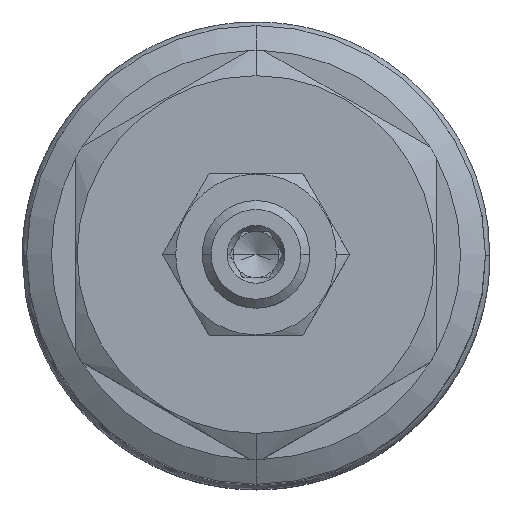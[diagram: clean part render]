
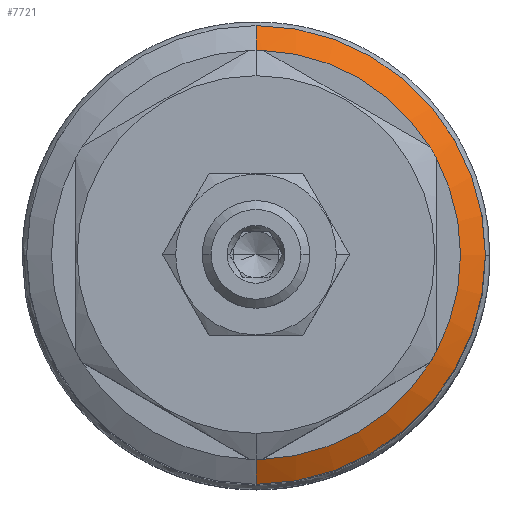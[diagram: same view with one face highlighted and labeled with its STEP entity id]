
A CAD part, top view. The second image highlights one B-rep face of the part: STEP entity #7721.
In plain terms, the highlighted conical face has half-angle 60 degrees and reference radius 19.101 mm.
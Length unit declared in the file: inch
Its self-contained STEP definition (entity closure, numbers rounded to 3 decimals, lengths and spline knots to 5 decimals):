
#441=CARTESIAN_POINT('',(0.,0.,5.25265));
#442=DIRECTION('',(0.,0.,1.));
#443=DIRECTION('',(0.85,-0.527,0.));
#444=AXIS2_PLACEMENT_3D('',#441,#442,#443);
#446=CARTESIAN_POINT('',(0.,0.,5.25265));
#447=DIRECTION('',(0.,0.,1.));
#448=DIRECTION('',(0.882,0.472,0.));
#449=AXIS2_PLACEMENT_3D('',#446,#447,#448);
#451=CARTESIAN_POINT('',(0.,0.,5.25265));
#452=DIRECTION('',(0.,0.,1.));
#453=DIRECTION('',(0.032,0.999,0.));
#454=AXIS2_PLACEMENT_3D('',#451,#452,#453);
#456=CARTESIAN_POINT('',(0.,0.,5.25265));
#457=DIRECTION('',(0.,0.,1.));
#458=DIRECTION('',(0.,-1.,0.));
#459=AXIS2_PLACEMENT_3D('',#456,#457,#458);
#461=CARTESIAN_POINT('',(0.,0.,5.25265));
#462=DIRECTION('',(0.,0.,1.));
#463=DIRECTION('',(0.032,-0.999,0.));
#464=AXIS2_PLACEMENT_3D('',#461,#462,#463);
#600=DIRECTION('',(0.,-0.866,-0.5));
#601=VECTOR('',#600,0.0993);
#602=CARTESIAN_POINT('',(0.,-0.709,5.25265));
#603=LINE('',#602,#601);
#604=DIRECTION('',(0.,0.866,-0.5));
#605=VECTOR('',#604,0.0993);
#606=CARTESIAN_POINT('',(0.,0.709,5.25265));
#607=LINE('',#606,#605);
#6179=CARTESIAN_POINT('',(0.,0.,5.203));
#6180=DIRECTION('',(0.,0.,1.));
#6181=DIRECTION('',(0.,-1.,0.));
#6182=AXIS2_PLACEMENT_3D('',#6179,#6180,#6181);
#6184=CARTESIAN_POINT('',(0.,0.,5.25265));
#6185=DIRECTION('',(0.,0.,1.));
#6186=DIRECTION('',(0.85,0.527,0.));
#6187=AXIS2_PLACEMENT_3D('',#6184,#6185,#6186);
#6193=CARTESIAN_POINT('',(0.,0.,5.25265));
#6194=DIRECTION('',(0.,0.,1.));
#6195=DIRECTION('',(0.882,-0.472,0.));
#6196=AXIS2_PLACEMENT_3D('',#6193,#6194,#6195);
#6784=CARTESIAN_POINT('',(0.,-0.709,5.25265));
#6785=CARTESIAN_POINT('',(0.,-0.795,5.203));
#6786=VERTEX_POINT('',#6784);
#6787=VERTEX_POINT('',#6785);
#6788=CARTESIAN_POINT('',(0.,0.709,5.25265));
#6789=CARTESIAN_POINT('',(0.,0.795,5.203));
#6790=VERTEX_POINT('',#6788);
#6791=VERTEX_POINT('',#6789);
#6800=CARTESIAN_POINT('',(0.02262,-0.70864,
5.25265));
#6801=CARTESIAN_POINT('',(0.60239,-0.37391,
5.25265));
#6802=VERTEX_POINT('',#6800);
#6803=VERTEX_POINT('',#6801);
#6804=CARTESIAN_POINT('',(0.62501,-0.33473,
5.25265));
#6805=CARTESIAN_POINT('',(0.62501,0.33473,
5.25265));
#6806=VERTEX_POINT('',#6804);
#6807=VERTEX_POINT('',#6805);
#6808=CARTESIAN_POINT('',(0.60239,0.37391,
5.25265));
#6809=CARTESIAN_POINT('',(0.02262,0.70864,
5.25265));
#6810=VERTEX_POINT('',#6808);
#6811=VERTEX_POINT('',#6809);
#7695=CARTESIAN_POINT('',(0.,0.,5.22783));
#7696=DIRECTION('',(0.,0.,-1.));
#7697=DIRECTION('',(0.,1.,0.));
#7698=AXIS2_PLACEMENT_3D('',#7695,#7696,#7697);
#7699=CONICAL_SURFACE('',#7698,0.752,60.);
#7701=ORIENTED_EDGE('',*,*,#7700,.T.);
#7703=ORIENTED_EDGE('',*,*,#7702,.T.);
#7705=ORIENTED_EDGE('',*,*,#7704,.T.);
#7707=ORIENTED_EDGE('',*,*,#7706,.T.);
#7709=ORIENTED_EDGE('',*,*,#7708,.T.);
#7711=ORIENTED_EDGE('',*,*,#7710,.T.);
#7713=ORIENTED_EDGE('',*,*,#7712,.T.);
#7715=ORIENTED_EDGE('',*,*,#7714,.F.);
#7717=ORIENTED_EDGE('',*,*,#7716,.F.);
#7718=ORIENTED_EDGE('',*,*,#7675,.T.);
#7719=EDGE_LOOP('',(#7701,#7703,#7705,#7707,#7709,#7711,#7713,#7715,#7717,
#7718));
#7720=FACE_OUTER_BOUND('',#7719,.F.);
#445=CIRCLE('',#444,0.709);
#450=CIRCLE('',#449,0.709);
#455=CIRCLE('',#454,0.709);
#460=CIRCLE('',#459,0.709);
#465=CIRCLE('',#464,0.709);
#6183=CIRCLE('',#6182,0.795);
#6188=CIRCLE('',#6187,0.709);
#6197=CIRCLE('',#6196,0.709);
#7675=EDGE_CURVE('',#6786,#6802,#460,.T.);
#7700=EDGE_CURVE('',#6802,#6803,#465,.T.);
#7702=EDGE_CURVE('',#6803,#6806,#445,.T.);
#7704=EDGE_CURVE('',#6806,#6807,#6197,.T.);
#7706=EDGE_CURVE('',#6807,#6810,#450,.T.);
#7708=EDGE_CURVE('',#6810,#6811,#6188,.T.);
#7710=EDGE_CURVE('',#6811,#6790,#455,.T.);
#7712=EDGE_CURVE('',#6790,#6791,#607,.T.);
#7714=EDGE_CURVE('',#6787,#6791,#6183,.T.);
#7716=EDGE_CURVE('',#6786,#6787,#603,.T.);
#7721=ADVANCED_FACE('',(#7720),#7699,.T.);
